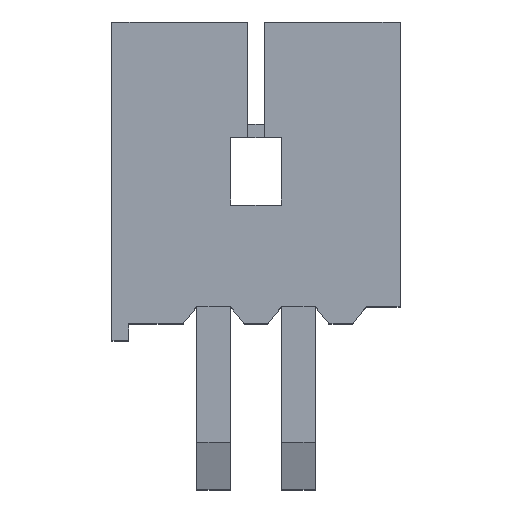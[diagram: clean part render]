
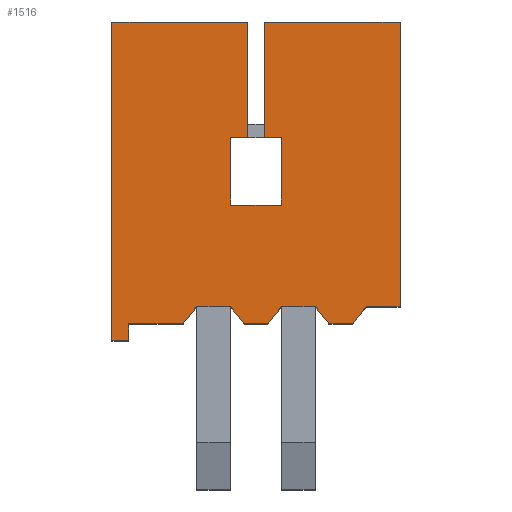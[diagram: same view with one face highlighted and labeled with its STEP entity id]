
A CAD part, top view. The second image highlights one B-rep face of the part: STEP entity #1516.
In plain terms, the highlighted planar face has unit normal (0, 0, 1).
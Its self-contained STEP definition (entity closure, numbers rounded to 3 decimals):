
#76=FACE_OUTER_BOUND('',#156,.T.);
#156=EDGE_LOOP('',(#1169,#1170,#1171,#1172,#1173,#1174,#1175,#1176,#1177,
#1178,#1179,#1180,#1181,#1182,#1183,#1184,#1185,#1186,#1187,#1188,#1189,
#1190,#1191,#1192));
#270=LINE('',#2187,#482);
#279=LINE('',#2205,#491);
#282=LINE('',#2211,#494);
#285=LINE('',#2217,#497);
#288=LINE('',#2223,#500);
#292=LINE('',#2232,#504);
#295=LINE('',#2238,#507);
#298=LINE('',#2244,#510);
#301=LINE('',#2248,#513);
#303=LINE('',#2253,#515);
#306=LINE('',#2259,#518);
#309=LINE('',#2263,#521);
#310=LINE('',#2266,#522);
#313=LINE('',#2272,#525);
#314=LINE('',#2274,#526);
#315=LINE('',#2276,#527);
#316=LINE('',#2278,#528);
#317=LINE('',#2280,#529);
#318=LINE('',#2282,#530);
#319=LINE('',#2284,#531);
#320=LINE('',#2286,#532);
#321=LINE('',#2288,#533);
#322=LINE('',#2290,#534);
#323=LINE('',#2291,#535);
#482=VECTOR('',#1794,10.);
#491=VECTOR('',#1809,10.);
#494=VECTOR('',#1814,10.);
#497=VECTOR('',#1819,10.);
#500=VECTOR('',#1824,10.);
#504=VECTOR('',#1830,10.);
#507=VECTOR('',#1835,10.);
#510=VECTOR('',#1840,10.);
#513=VECTOR('',#1845,10.);
#515=VECTOR('',#1849,10.);
#518=VECTOR('',#1854,10.);
#521=VECTOR('',#1859,10.);
#522=VECTOR('',#1862,10.);
#525=VECTOR('',#1867,10.);
#526=VECTOR('',#1868,10.);
#527=VECTOR('',#1869,10.);
#528=VECTOR('',#1870,10.);
#529=VECTOR('',#1871,10.);
#530=VECTOR('',#1872,10.);
#531=VECTOR('',#1873,10.);
#532=VECTOR('',#1874,10.);
#533=VECTOR('',#1875,10.);
#534=VECTOR('',#1876,10.);
#535=VECTOR('',#1877,10.);
#665=VERTEX_POINT('',#2184);
#666=VERTEX_POINT('',#2186);
#671=VERTEX_POINT('',#2202);
#672=VERTEX_POINT('',#2204);
#674=VERTEX_POINT('',#2210);
#676=VERTEX_POINT('',#2216);
#678=VERTEX_POINT('',#2222);
#681=VERTEX_POINT('',#2229);
#682=VERTEX_POINT('',#2231);
#684=VERTEX_POINT('',#2237);
#686=VERTEX_POINT('',#2243);
#688=VERTEX_POINT('',#2252);
#690=VERTEX_POINT('',#2258);
#691=VERTEX_POINT('',#2265);
#693=VERTEX_POINT('',#2271);
#694=VERTEX_POINT('',#2273);
#695=VERTEX_POINT('',#2275);
#696=VERTEX_POINT('',#2277);
#697=VERTEX_POINT('',#2279);
#698=VERTEX_POINT('',#2281);
#699=VERTEX_POINT('',#2283);
#700=VERTEX_POINT('',#2285);
#701=VERTEX_POINT('',#2287);
#702=VERTEX_POINT('',#2289);
#830=EDGE_CURVE('',#666,#665,#270,.T.);
#839=EDGE_CURVE('',#672,#671,#279,.T.);
#842=EDGE_CURVE('',#674,#666,#282,.T.);
#845=EDGE_CURVE('',#676,#674,#285,.T.);
#848=EDGE_CURVE('',#678,#676,#288,.T.);
#852=EDGE_CURVE('',#682,#681,#292,.T.);
#855=EDGE_CURVE('',#684,#682,#295,.T.);
#858=EDGE_CURVE('',#686,#684,#298,.T.);
#861=EDGE_CURVE('',#671,#686,#301,.T.);
#863=EDGE_CURVE('',#688,#672,#303,.T.);
#866=EDGE_CURVE('',#690,#688,#306,.T.);
#869=EDGE_CURVE('',#665,#690,#309,.T.);
#870=EDGE_CURVE('',#691,#678,#310,.T.);
#873=EDGE_CURVE('',#681,#693,#313,.T.);
#874=EDGE_CURVE('',#694,#693,#314,.T.);
#875=EDGE_CURVE('',#694,#695,#315,.T.);
#876=EDGE_CURVE('',#695,#696,#316,.T.);
#877=EDGE_CURVE('',#696,#697,#317,.T.);
#878=EDGE_CURVE('',#697,#698,#318,.T.);
#879=EDGE_CURVE('',#698,#699,#319,.T.);
#880=EDGE_CURVE('',#699,#700,#320,.T.);
#881=EDGE_CURVE('',#700,#701,#321,.T.);
#882=EDGE_CURVE('',#702,#701,#322,.T.);
#883=EDGE_CURVE('',#691,#702,#323,.T.);
#1169=ORIENTED_EDGE('',*,*,#848,.T.);
#1170=ORIENTED_EDGE('',*,*,#845,.T.);
#1171=ORIENTED_EDGE('',*,*,#842,.T.);
#1172=ORIENTED_EDGE('',*,*,#830,.T.);
#1173=ORIENTED_EDGE('',*,*,#869,.T.);
#1174=ORIENTED_EDGE('',*,*,#866,.T.);
#1175=ORIENTED_EDGE('',*,*,#863,.T.);
#1176=ORIENTED_EDGE('',*,*,#839,.T.);
#1177=ORIENTED_EDGE('',*,*,#861,.T.);
#1178=ORIENTED_EDGE('',*,*,#858,.T.);
#1179=ORIENTED_EDGE('',*,*,#855,.T.);
#1180=ORIENTED_EDGE('',*,*,#852,.T.);
#1181=ORIENTED_EDGE('',*,*,#873,.T.);
#1182=ORIENTED_EDGE('',*,*,#874,.F.);
#1183=ORIENTED_EDGE('',*,*,#875,.T.);
#1184=ORIENTED_EDGE('',*,*,#876,.T.);
#1185=ORIENTED_EDGE('',*,*,#877,.T.);
#1186=ORIENTED_EDGE('',*,*,#878,.T.);
#1187=ORIENTED_EDGE('',*,*,#879,.T.);
#1188=ORIENTED_EDGE('',*,*,#880,.T.);
#1189=ORIENTED_EDGE('',*,*,#881,.T.);
#1190=ORIENTED_EDGE('',*,*,#882,.F.);
#1191=ORIENTED_EDGE('',*,*,#883,.F.);
#1192=ORIENTED_EDGE('',*,*,#870,.T.);
#1436=PLANE('',#1613);
#1516=ADVANCED_FACE('',(#76),#1436,.T.);
#1613=AXIS2_PLACEMENT_3D('',#2270,#1865,#1866);
#1794=DIRECTION('',(1.,0.,0.));
#1809=DIRECTION('',(1.,0.,0.));
#1814=DIRECTION('',(0.625,0.781,0.));
#1819=DIRECTION('',(1.,0.,0.));
#1824=DIRECTION('',(0.,1.,0.));
#1830=DIRECTION('',(1.,0.,0.));
#1835=DIRECTION('',(0.625,0.781,0.));
#1840=DIRECTION('',(1.,0.,0.));
#1845=DIRECTION('',(0.625,-0.781,0.));
#1849=DIRECTION('',(0.625,0.781,0.));
#1854=DIRECTION('',(1.,0.,0.));
#1859=DIRECTION('',(0.625,-0.781,0.));
#1862=DIRECTION('',(1.,0.,0.));
#1865=DIRECTION('center_axis',(0.,0.,1.));
#1866=DIRECTION('ref_axis',(1.,0.,0.));
#1867=DIRECTION('',(0.,1.,0.));
#1868=DIRECTION('',(1.,0.,0.));
#1869=DIRECTION('',(0.,-1.,0.));
#1870=DIRECTION('',(1.,0.,0.));
#1871=DIRECTION('',(0.,-1.,0.));
#1872=DIRECTION('',(-1.,0.,0.));
#1873=DIRECTION('',(0.,1.,0.));
#1874=DIRECTION('',(1.,0.,0.));
#1875=DIRECTION('',(0.,1.,0.));
#1876=DIRECTION('',(1.,0.,0.));
#1877=DIRECTION('',(0.,1.,0.));
#2184=CARTESIAN_POINT('',(1.75,0.5,0.));
#2186=CARTESIAN_POINT('',(1.25,0.5,0.));
#2187=CARTESIAN_POINT('',(0.625,0.5,0.));
#2202=CARTESIAN_POINT('',(3.,0.5,0.));
#2204=CARTESIAN_POINT('',(2.5,0.5,0.));
#2205=CARTESIAN_POINT('',(1.25,0.5,0.));
#2210=CARTESIAN_POINT('',(1.05,0.25,0.));
#2211=CARTESIAN_POINT('',(0.784,-0.082,0.));
#2216=CARTESIAN_POINT('',(0.25,0.25,0.));
#2217=CARTESIAN_POINT('',(0.125,0.25,0.));
#2222=CARTESIAN_POINT('',(0.25,0.,0.));
#2223=CARTESIAN_POINT('',(0.25,0.,0.));
#2229=CARTESIAN_POINT('',(4.25,0.5,0.));
#2231=CARTESIAN_POINT('',(3.75,0.5,0.));
#2232=CARTESIAN_POINT('',(1.875,0.5,0.));
#2237=CARTESIAN_POINT('',(3.55,0.25,0.));
#2238=CARTESIAN_POINT('',(2.796,-0.692,0.));
#2243=CARTESIAN_POINT('',(3.2,0.25,0.));
#2244=CARTESIAN_POINT('',(1.6,0.25,0.));
#2248=CARTESIAN_POINT('',(2.537,1.079,0.));
#2252=CARTESIAN_POINT('',(2.3,0.25,0.));
#2253=CARTESIAN_POINT('',(1.79,-0.387,0.));
#2258=CARTESIAN_POINT('',(1.95,0.25,0.));
#2259=CARTESIAN_POINT('',(0.975,0.25,0.));
#2263=CARTESIAN_POINT('',(1.53,0.774,0.));
#2265=CARTESIAN_POINT('',(0.,0.,0.));
#2266=CARTESIAN_POINT('',(0.,0.,0.));
#2270=CARTESIAN_POINT('Origin',(0.,0.,0.));
#2271=CARTESIAN_POINT('',(4.25,4.7,0.));
#2272=CARTESIAN_POINT('',(4.25,0.,0.));
#2273=CARTESIAN_POINT('',(2.25,4.7,0.));
#2274=CARTESIAN_POINT('',(0.,4.7,0.));
#2275=CARTESIAN_POINT('',(2.25,3.,0.));
#2276=CARTESIAN_POINT('',(2.25,2.425,0.));
#2277=CARTESIAN_POINT('',(2.5,3.,0.));
#2278=CARTESIAN_POINT('',(0.875,3.,0.));
#2279=CARTESIAN_POINT('',(2.5,2.,0.));
#2280=CARTESIAN_POINT('',(2.5,1.5,0.));
#2281=CARTESIAN_POINT('',(1.75,2.,0.));
#2282=CARTESIAN_POINT('',(1.25,2.,0.));
#2283=CARTESIAN_POINT('',(1.75,3.,0.));
#2284=CARTESIAN_POINT('',(1.75,1.,0.));
#2285=CARTESIAN_POINT('',(2.,3.,0.));
#2286=CARTESIAN_POINT('',(0.875,3.,0.));
#2287=CARTESIAN_POINT('',(2.,4.7,0.));
#2288=CARTESIAN_POINT('',(2.,1.175,0.));
#2289=CARTESIAN_POINT('',(0.,4.7,0.));
#2290=CARTESIAN_POINT('',(0.,4.7,0.));
#2291=CARTESIAN_POINT('',(0.,0.,0.));
